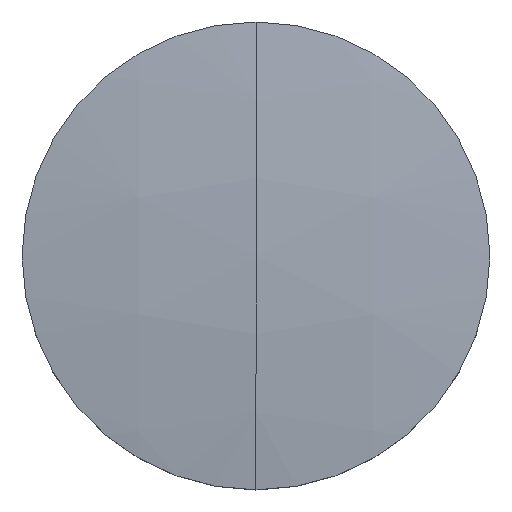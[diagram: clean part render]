
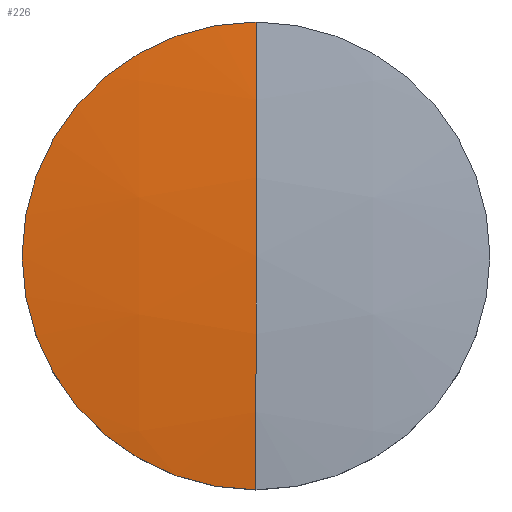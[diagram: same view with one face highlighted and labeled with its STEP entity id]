
A CAD part, top view. The second image highlights one B-rep face of the part: STEP entity #226.
In plain terms, the highlighted spherical face has radius 100 mm.
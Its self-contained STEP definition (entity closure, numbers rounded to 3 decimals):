
#1 = SPHERICAL_SURFACE ( 'NONE', #3, 100. ) ;
#3 = AXIS2_PLACEMENT_3D ( 'NONE', #5, #9, #8 ) ;
#5 = CARTESIAN_POINT ( 'NONE',  ( 0., 0., -97.256 ) ) ;
#8 = DIRECTION ( 'NONE',  ( 0., 1., 0. ) ) ;
#9 = DIRECTION ( 'NONE',  ( -1., 0., 0. ) ) ;
#11 = DIRECTION ( 'NONE',  ( 1., 0., 0. ) ) ;
#19 = AXIS2_PLACEMENT_3D ( 'NONE', #21, #22, #11 ) ;
#20 = CIRCLE ( 'NONE', #19, 12.7 ) ;
#21 = CARTESIAN_POINT ( 'NONE',  ( 0., 0., 1.935 ) ) ;
#22 = DIRECTION ( 'NONE',  ( 0., 0., 1. ) ) ;
#25 = DIRECTION ( 'NONE',  ( 0., 0., 1. ) ) ;
#26 = CARTESIAN_POINT ( 'NONE',  ( 0., 12.7, 1.935 ) ) ;
#43 = CIRCLE ( 'NONE', #63, 100. ) ;
#46 = CARTESIAN_POINT ( 'NONE',  ( 0., 0., 2.744 ) ) ;
#47 = CARTESIAN_POINT ( 'NONE',  ( 0., -12.7, 1.935 ) ) ;
#48 = DIRECTION ( 'NONE',  ( 0., -1., 0. ) ) ;
#49 = DIRECTION ( 'NONE',  ( 1., 0., 0. ) ) ;
#54 = DIRECTION ( 'NONE',  ( -1., 0., 0. ) ) ;
#55 = CARTESIAN_POINT ( 'NONE',  ( 0., 0., -97.256 ) ) ;
#56 = AXIS2_PLACEMENT_3D ( 'NONE', #55, #54, #48 ) ;
#57 = CIRCLE ( 'NONE', #56, 100. ) ;
#58 = AXIS2_PLACEMENT_3D ( 'NONE', #60, #25, #62 ) ;
#59 = CIRCLE ( 'NONE', #58, 12.7 ) ;
#60 = CARTESIAN_POINT ( 'NONE',  ( 0., 0., 1.935 ) ) ;
#62 = DIRECTION ( 'NONE',  ( 1., 0., 0. ) ) ;
#63 = AXIS2_PLACEMENT_3D ( 'NONE', #68, #49, #67 ) ;
#67 = DIRECTION ( 'NONE',  ( 0., 0., -1. ) ) ;
#68 = CARTESIAN_POINT ( 'NONE',  ( 0., 0., -97.256 ) ) ;
#132 = CARTESIAN_POINT ( 'NONE',  ( -12.7, 0., 1.935 ) ) ;
#226 = ADVANCED_FACE ( 'NONE', ( #303 ), #1, .T. ) ;
#228 = ORIENTED_EDGE ( 'NONE', *, *, #263, .T. ) ;
#229 = ORIENTED_EDGE ( 'NONE', *, *, #236, .F. ) ;
#231 = EDGE_CURVE ( 'NONE', #237, #322, #20, .T. ) ;
#232 = ORIENTED_EDGE ( 'NONE', *, *, #238, .T. ) ;
#236 = EDGE_CURVE ( 'NONE', #237, #267, #43, .T. ) ;
#237 = VERTEX_POINT ( 'NONE', #26 ) ;
#238 = EDGE_CURVE ( 'NONE', #322, #266, #59, .T. ) ;
#263 = EDGE_CURVE ( 'NONE', #266, #267, #57, .T. ) ;
#266 = VERTEX_POINT ( 'NONE', #47 ) ;
#267 = VERTEX_POINT ( 'NONE', #46 ) ;
#268 = ORIENTED_EDGE ( 'NONE', *, *, #231, .T. ) ;
#269 = EDGE_LOOP ( 'NONE', ( #268, #232, #228, #229 ) ) ;
#303 = FACE_OUTER_BOUND ( 'NONE', #269, .T. ) ;
#322 = VERTEX_POINT ( 'NONE', #132 ) ;
